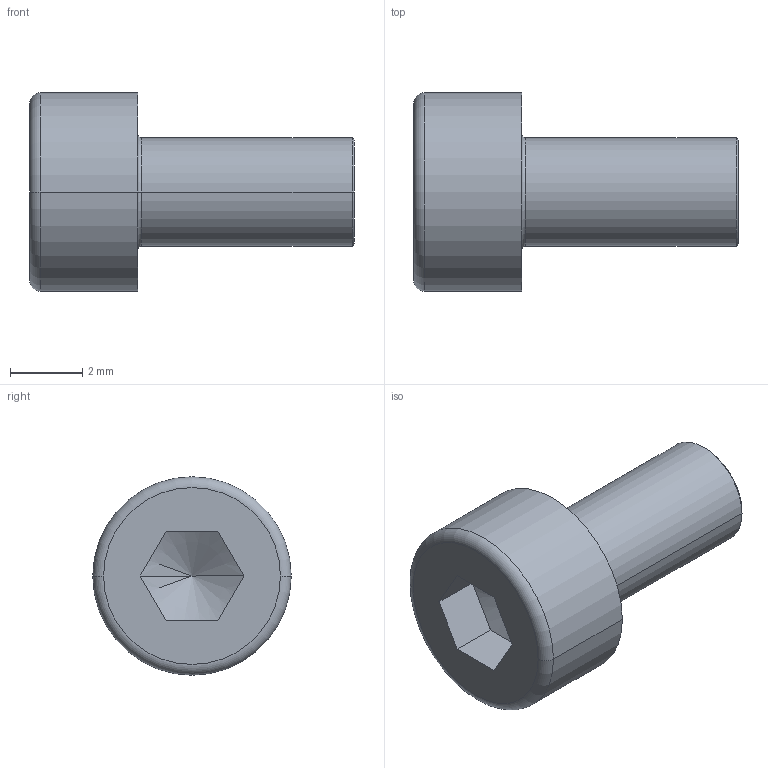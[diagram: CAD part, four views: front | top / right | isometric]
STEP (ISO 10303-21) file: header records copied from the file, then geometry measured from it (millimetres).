
FILE_DESCRIPTION (( 'STEP AP203' ), '1' );
FILE_NAME ('1.STEP', '2012-06-13T03:16:26', ( 'User' ), ( 'Microsoft' ), 'SwSTEP 2.0', 'SolidWorks 2006104', '' );
FILE_SCHEMA (( 'CONFIG_CONTROL_DESIGN' ));
Length unit declared in the file: millimetre
Products named in the file (1): 1
Bounding box: 9 x 5.5 x 5.5 mm (x, y, z)
Volume: 104.6 mm3; surface area: 167.4 mm2
Topology: 1 solids, 1 shells, 27 faces, 52 edges, 27 vertices
Faces by surface type: plane 15, cylinder 4, torus 4, cone 4
Entity records: 733 total; most frequent: DIRECTION 130, CARTESIAN_POINT 105, ORIENTED_EDGE 100, AXIS2_PLACEMENT_3D 52, EDGE_CURVE 50, EDGE_LOOP 29, ADVANCED_FACE 27, VERTEX_POINT 27
